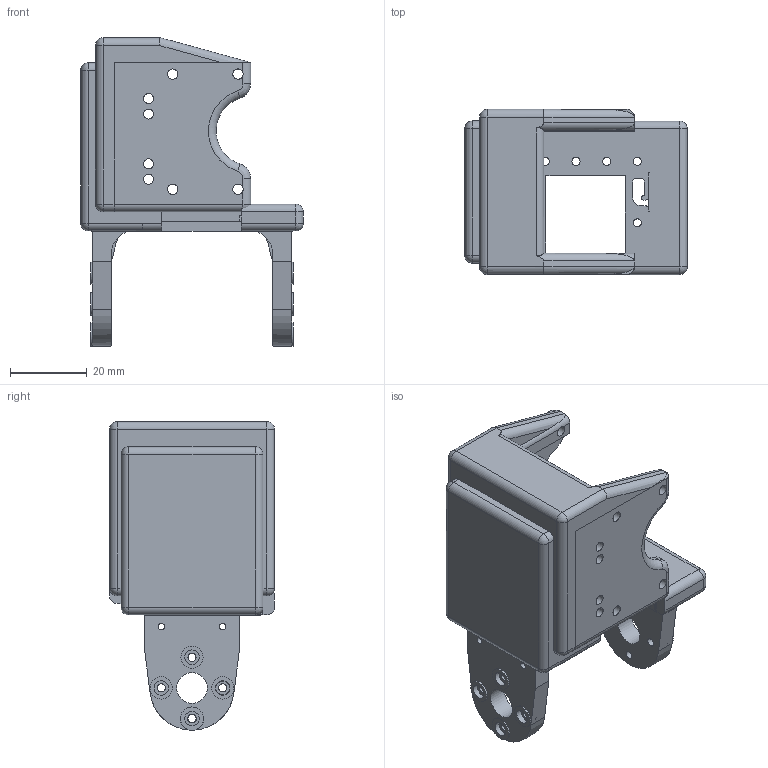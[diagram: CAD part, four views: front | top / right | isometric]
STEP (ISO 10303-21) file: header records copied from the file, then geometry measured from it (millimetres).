
FILE_DESCRIPTION(/* description */ (''),/* implementation_level */ '2;1');
FILE_NAME(/* name */ 'Componentefinal.step',/* time_stamp */ '2022-08-17T00:09:31-05:00',/* author */ ('ferbm'),/* organization */ (''),/* preprocessor_version */ 'ST-DEVELOPER v18.1',/* originating_system */ 'Autodesk Inventor 2021',/* authorisation */ '');
FILE_SCHEMA (('AUTOMOTIVE_DESIGN { 1 0 10303 214 3 1 1 }'));
Length unit declared in the file: millimetre
Products named in the file (4): Componentefinal; BrackettDefinitivo; FP04-F2; FR07-S101
Assembly tree (3 placements, depth 3):
  Componentefinal
    BrackettDefinitivo
      FP04-F2
    FR07-S101
Bounding box: 58 x 43 x 80.45 mm (x, y, z)
Volume: 48835.7 mm3; surface area: 26794.2 mm2
Topology: 2 solids, 14 shells, 527 faces, 1418 edges, 923 vertices
Faces by surface type: plane 296, cylinder 194, sphere 14, torus 10, cone 9, bspline 4
Full cylindrical faces by diameter (mm): 1.7 x4, 2 x8, 2.05 x16, 2.1 x15, 2.249 x2, 2.5 x16, 2.6 x8, 2.7 x8, 3.546 x2, 3.794 x4, 3.8 x8, 5.8 x14, 5.813 x2, 6.099 x2, 8 x4
Entity records: 17038 total; most frequent: CARTESIAN_POINT 2995, DIRECTION 2941, ORIENTED_EDGE 2836, EDGE_CURVE 1422, AXIS2_PLACEMENT_3D 998, LINE 945, VECTOR 945, VERTEX_POINT 923
